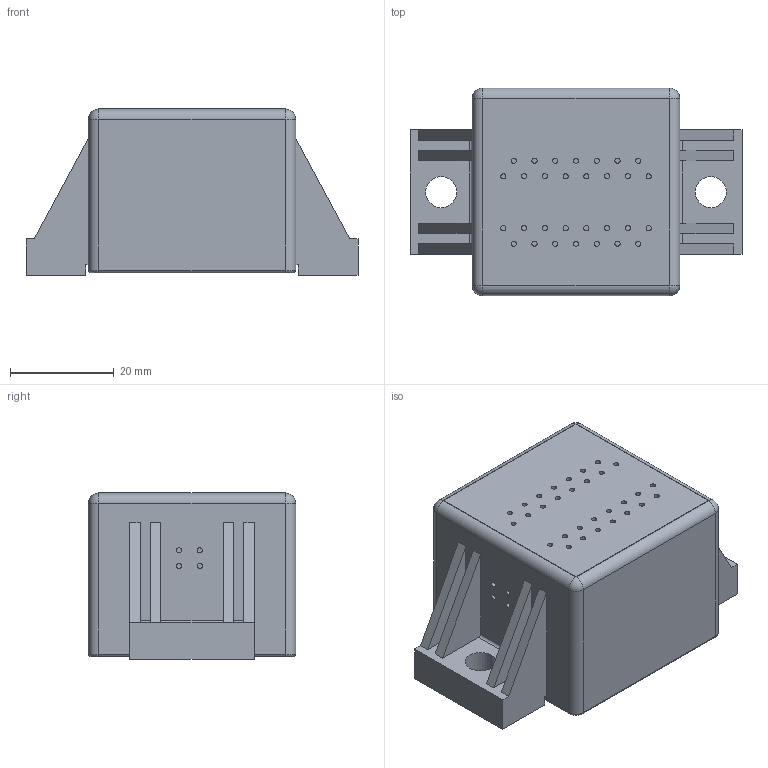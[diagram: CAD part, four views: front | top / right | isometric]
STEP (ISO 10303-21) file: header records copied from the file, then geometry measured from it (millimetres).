
FILE_DESCRIPTION(('STEP AP214'), '1');
FILE_NAME('AR-A TMM3 Sensor', '2025-02-04T14:03:45', ('IEK'), ('IEK'), 'C3D Converter', 'C3D Toolkit', '');
FILE_SCHEMA(('AUTOMOTIVE_DESIGN { 1 0 10303 214 3 1 1}'));
Length unit declared in the file: millimetre
Bounding box: 64 x 40 x 32.1 mm (x, y, z)
Volume: 54975 mm3; surface area: 12043.3 mm2
Topology: 1 solids, 1 shells, 192 faces, 427 edges, 282 vertices
Faces by surface type: plane 115, cylinder 67, torus 6, sphere 4
Full cylindrical faces by diameter (mm): 1 x38, 6 x2, 7.4 x1
Entity records: 6702 total; most frequent: DIRECTION 932, CARTESIAN_POINT 855, ORIENTED_EDGE 760, EDGE_CURVE 380, AXIS2_PLACEMENT_3D 359, EDGE_LOOP 288, VERTEX_POINT 282, FACE_BOUND 228
